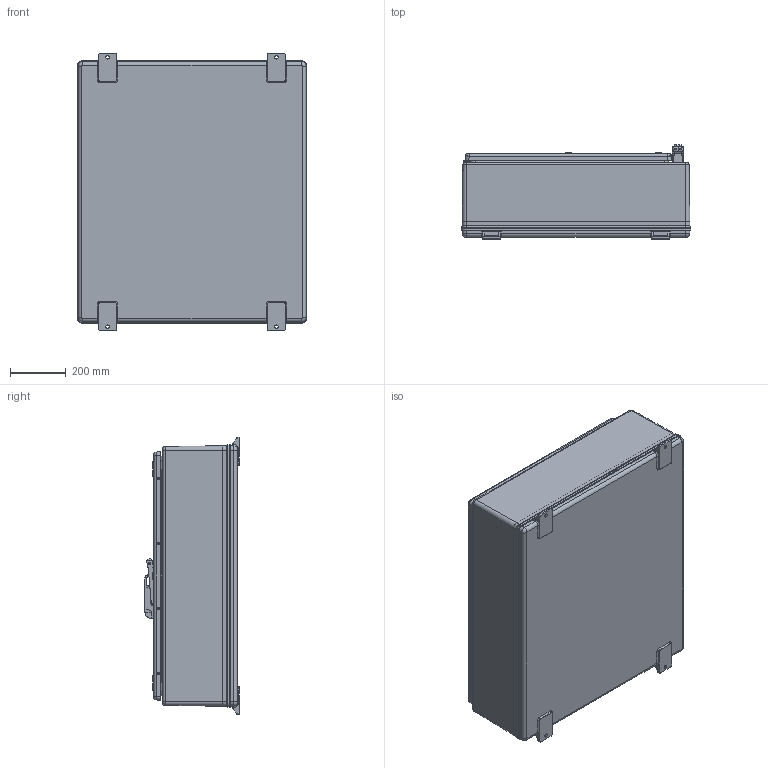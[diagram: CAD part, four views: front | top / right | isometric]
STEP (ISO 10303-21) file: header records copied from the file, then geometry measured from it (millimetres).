
FILE_DESCRIPTION (( 'STEP AP214' ), '1' );
FILE_NAME ('FD3630.STEP', '2019-07-09T21:22:11', ( '' ), ( '' ), 'SwSTEP 2.0', 'SolidWorks 2018', '' );
FILE_SCHEMA (( 'AUTOMOTIVE_DESIGN' ));
Length unit declared in the file: inch
Products named in the file (1): FD3630
Bounding box: 825.5 x 338.14 x 998.47 mm (x, y, z)
Volume: 16732235.7 mm3; surface area: 7036863.8 mm2
Topology: 99 solids, 99 shells, 3009 faces, 7487 edges, 4785 vertices
Faces by surface type: plane 1444, cylinder 856, cone 512, bspline 151, torus 46
Full cylindrical faces by diameter (mm): 3.175 x61, 3.302 x4, 3.454 x1, 3.683 x2, 3.81 x13, 4.064 x4, 4.343 x4, 4.369 x4, 4.572 x1, 4.762 x5, 4.763 x19, 4.775 x1, 4.826 x4, 5.08 x7, 5.232 x6, 5.537 x4, 5.944 x1, 6.35 x4, 6.477 x2, 6.528 x10, 6.858 x2, 6.985 x50, 7.137 x8, 7.62 x10, 7.798 x6, 7.925 x13, 9.068 x4, 9.492 x108, 9.525 x7, 11 x6
Entity records: 93602 total; most frequent: CARTESIAN_POINT 26457, DIRECTION 13404, ORIENTED_EDGE 12492, EDGE_CURVE 6246, AXIS2_PLACEMENT_3D 4900, VERTEX_POINT 4388, EDGE_LOOP 4336, LINE 3604
